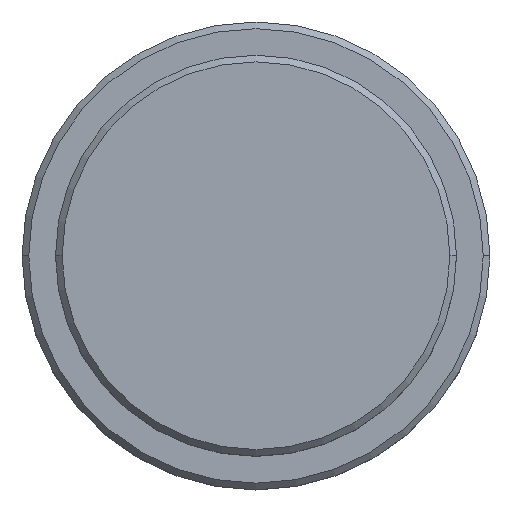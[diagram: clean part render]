
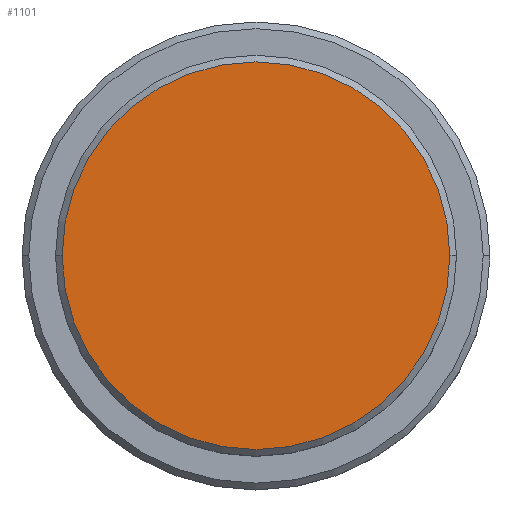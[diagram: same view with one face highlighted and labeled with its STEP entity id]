
A CAD part, top view. The second image highlights one B-rep face of the part: STEP entity #1101.
In plain terms, the highlighted planar face has unit normal (0, 0, 1).
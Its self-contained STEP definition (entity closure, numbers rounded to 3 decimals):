
#154 = CARTESIAN_POINT ( 'NONE',  ( 0., 0., 0. ) ) ;
#218 = ORIENTED_EDGE ( 'NONE', *, *, #949, .T. ) ;
#264 = DIRECTION ( 'NONE',  ( 1., 0., 0. ) ) ;
#335 = DIRECTION ( 'NONE',  ( 0., 0., 1. ) ) ;
#342 = DIRECTION ( 'NONE',  ( 1., 0., 0. ) ) ;
#456 = DIRECTION ( 'NONE',  ( 1., 0., 0. ) ) ;
#632 = CIRCLE ( 'NONE', #720, 14.5 ) ;
#703 = VERTEX_POINT ( 'NONE', #1332 ) ;
#720 = AXIS2_PLACEMENT_3D ( 'NONE', #787, #335, #342 ) ;
#787 = CARTESIAN_POINT ( 'NONE',  ( 0., 0., 0. ) ) ;
#869 = CARTESIAN_POINT ( 'NONE',  ( 0., 0., 0. ) ) ;
#886 = FACE_OUTER_BOUND ( 'NONE', #1026, .T. ) ;
#904 = CIRCLE ( 'NONE', #975, 14.5 ) ;
#949 = EDGE_CURVE ( 'NONE', #1121, #703, #904, .T. ) ;
#975 = AXIS2_PLACEMENT_3D ( 'NONE', #154, #1258, #264 ) ;
#1006 = PLANE ( 'NONE',  #1248 ) ;
#1026 = EDGE_LOOP ( 'NONE', ( #1190, #218 ) ) ;
#1101 = ADVANCED_FACE ( 'NONE', ( #886 ), #1006, .T. ) ;
#1103 = EDGE_CURVE ( 'NONE', #703, #1121, #632, .T. ) ;
#1105 = CARTESIAN_POINT ( 'NONE',  ( 14.5, 0., 0. ) ) ;
#1121 = VERTEX_POINT ( 'NONE', #1105 ) ;
#1190 = ORIENTED_EDGE ( 'NONE', *, *, #1103, .T. ) ;
#1248 = AXIS2_PLACEMENT_3D ( 'NONE', #869, #1314, #456 ) ;
#1258 = DIRECTION ( 'NONE',  ( 0., 0., 1. ) ) ;
#1314 = DIRECTION ( 'NONE',  ( 0., 0., 1. ) ) ;
#1332 = CARTESIAN_POINT ( 'NONE',  ( -14.5, 0., 0. ) ) ;
